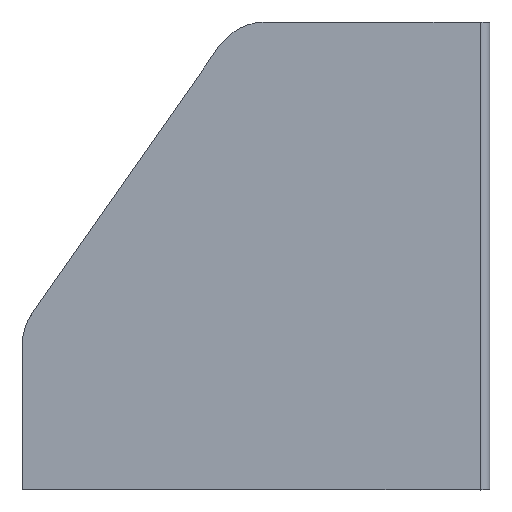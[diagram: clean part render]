
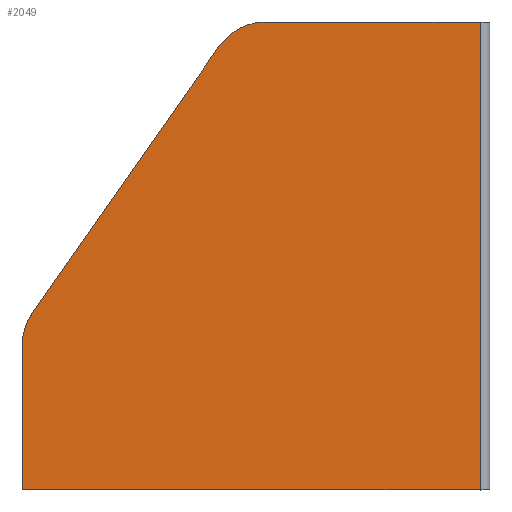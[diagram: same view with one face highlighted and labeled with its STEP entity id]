
A CAD part, top view. The second image highlights one B-rep face of the part: STEP entity #2049.
In plain terms, the highlighted planar face has unit normal (-0.018, 0, 1).
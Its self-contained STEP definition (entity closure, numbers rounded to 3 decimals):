
#54=ELLIPSE('',#2149,3.,3.);
#56=ELLIPSE('',#2155,3.015,3.015);
#302=ORIENTED_EDGE('',*,*,#662,.T.);
#303=ORIENTED_EDGE('',*,*,#682,.T.);
#304=ORIENTED_EDGE('',*,*,#689,.F.);
#305=ORIENTED_EDGE('',*,*,#666,.F.);
#306=ORIENTED_EDGE('',*,*,#673,.F.);
#307=ORIENTED_EDGE('',*,*,#677,.F.);
#308=ORIENTED_EDGE('',*,*,#679,.F.);
#662=EDGE_CURVE('',#861,#860,#1007,.T.);
#666=EDGE_CURVE('',#862,#863,#1011,.T.);
#673=EDGE_CURVE('',#866,#862,#54,.T.);
#677=EDGE_CURVE('',#868,#866,#1018,.T.);
#679=EDGE_CURVE('',#861,#868,#56,.T.);
#682=EDGE_CURVE('',#860,#870,#1021,.T.);
#689=EDGE_CURVE('',#863,#870,#1025,.T.);
#860=VERTEX_POINT('',#2904);
#861=VERTEX_POINT('',#2906);
#862=VERTEX_POINT('',#2911);
#863=VERTEX_POINT('',#2913);
#866=VERTEX_POINT('',#2923);
#868=VERTEX_POINT('',#2931);
#870=VERTEX_POINT('',#2941);
#1007=LINE('',#2905,#1186);
#1011=LINE('',#2912,#1190);
#1018=LINE('',#2932,#1197);
#1021=LINE('',#2942,#1200);
#1025=LINE('',#2954,#1204);
#1186=VECTOR('',#2410,1000.);
#1190=VECTOR('',#2416,1000.);
#1197=VECTOR('',#2437,1000.);
#1200=VECTOR('',#2450,1000.);
#1204=VECTOR('',#2462,1000.);
#1289=EDGE_LOOP('',(#302,#303,#304,#305,#306,#307,#308));
#1377=FACE_BOUND('',#1289,.T.);
#1452=PLANE('',#2161);
#2049=ADVANCED_FACE('',(#1377),#1452,.F.);
#2149=AXIS2_PLACEMENT_3D('',#2924,#2427,#2428);
#2155=AXIS2_PLACEMENT_3D('',#2936,#2443,#2444);
#2161=AXIS2_PLACEMENT_3D('',#2953,#2460,#2461);
#2410=DIRECTION('',(0.,-1.,0.));
#2416=DIRECTION('',(1.,0.,0.017));
#2427=DIRECTION('',(0.017,0.,-1.));
#2428=DIRECTION('',(-1.,0.,-0.017));
#2437=DIRECTION('',(0.574,0.819,0.01));
#2443=DIRECTION('',(0.017,0.,-1.));
#2444=DIRECTION('',(-1.,0.,-0.017));
#2450=DIRECTION('',(1.,0.,0.017));
#2460=DIRECTION('',(0.017,0.,-1.));
#2461=DIRECTION('',(-1.,0.,-0.017));
#2462=DIRECTION('',(0.,-1.,0.));
#2904=CARTESIAN_POINT('',(0.,0.,9.064));
#2905=CARTESIAN_POINT('',(0.,26.,9.064));
#2906=CARTESIAN_POINT('',(0.,7.714,9.064));
#2911=CARTESIAN_POINT('',(13.,25.,9.291));
#2912=CARTESIAN_POINT('',(25.,25.,9.5));
#2913=CARTESIAN_POINT('',(24.491,25.,9.491));
#2923=CARTESIAN_POINT('',(10.543,23.721,9.248));
#2924=CARTESIAN_POINT('',(13.,22.,9.291));
#2931=CARTESIAN_POINT('',(0.545,9.443,9.073));
#2932=CARTESIAN_POINT('',(10.544,23.723,9.248));
#2936=CARTESIAN_POINT('',(3.015,7.714,9.116));
#2941=CARTESIAN_POINT('',(24.491,0.,9.491));
#2942=CARTESIAN_POINT('',(0.,0.,9.064));
#2953=CARTESIAN_POINT('',(0.,26.,9.064));
#2954=CARTESIAN_POINT('',(24.491,26.,9.491));
